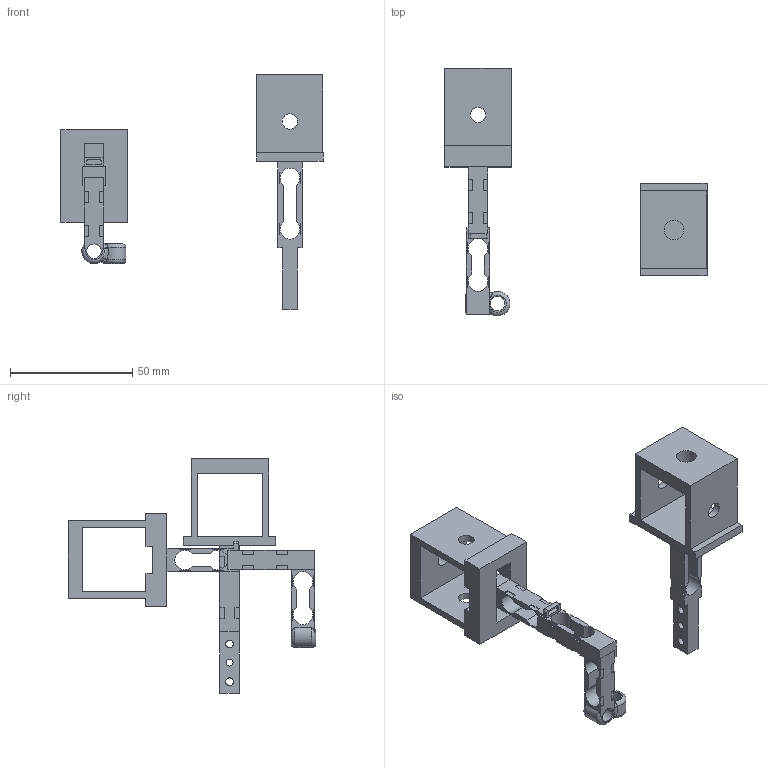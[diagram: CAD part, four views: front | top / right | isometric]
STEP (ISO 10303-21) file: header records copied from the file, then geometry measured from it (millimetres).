
FILE_DESCRIPTION(/* description */ (''),/* implementation_level */ '2;1');
FILE_NAME(/* name */ 'single load cell and triaxis load cell.step',/* time_stamp */ '2023-01-25T08:24:28-05:00',/* author */ (''),/* organization */ (''),/* preprocessor_version */ 'ST-DEVELOPER v19.2',/* originating_system */ 'Autodesk Translation Framework v11.17.0.187',/* authorisation */ '');
FILE_SCHEMA (('AUTOMOTIVE_DESIGN { 1 0 10303 214 3 1 1 }'));
Length unit declared in the file: millimetre
Products named in the file (4): Zach and I design for propeller; 3 axis (2); FHL FINAL; 3 axis (2)_1
Assembly tree (3 placements, depth 3):
  Zach and I design for propeller
    3 axis (2)
    FHL FINAL
      3 axis (2)_1
Bounding box: 106.99 x 101.08 x 95.67 mm (x, y, z)
Volume: 34050.5 mm3; surface area: 23009.3 mm2
Topology: 2 solids, 2 shells, 257 faces, 759 edges, 496 vertices
Faces by surface type: plane 218, cylinder 25, bspline 10, torus 4
Full cylindrical faces by diameter (mm): 2.85 x1, 3.15 x2, 6 x2, 6.25 x1, 6.35 x4, 8 x1
Entity records: 8894 total; most frequent: CARTESIAN_POINT 1881, ORIENTED_EDGE 1518, DIRECTION 1310, EDGE_CURVE 759, LINE 662, VECTOR 662, VERTEX_POINT 496, AXIS2_PLACEMENT_3D 324
